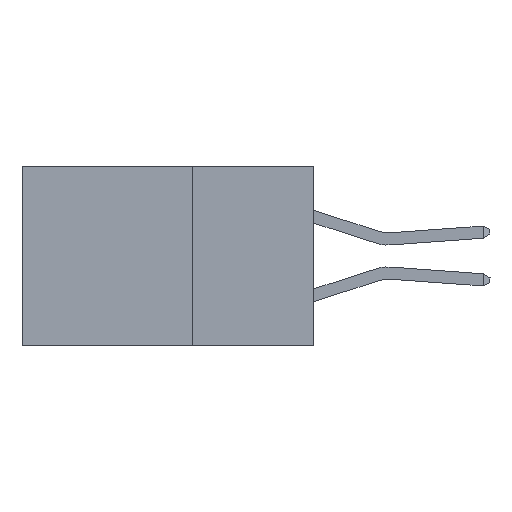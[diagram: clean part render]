
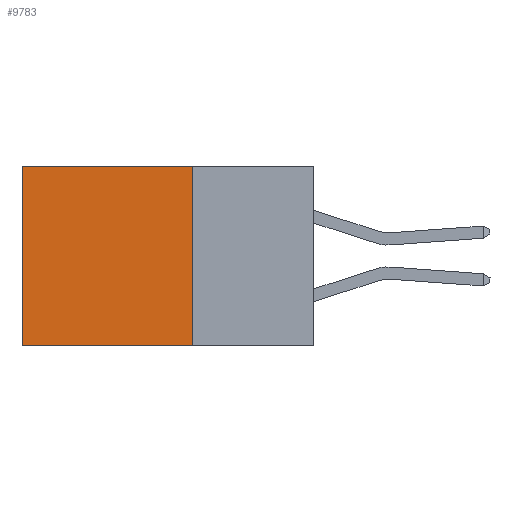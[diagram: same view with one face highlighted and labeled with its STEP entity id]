
A CAD part, left-side view. The second image highlights one B-rep face of the part: STEP entity #9783.
In plain terms, the highlighted planar face has unit normal (-1, 0, 0).
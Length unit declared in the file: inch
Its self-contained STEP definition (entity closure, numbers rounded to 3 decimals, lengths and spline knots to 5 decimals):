
#487 = ORIENTED_EDGE ( 'NONE', *, *, #12059, .T. ) ;
#822 = DIRECTION ( 'NONE',  ( 0., 0., -1. ) ) ;
#1108 = PLANE ( 'NONE',  #5578 ) ;
#1117 = VERTEX_POINT ( 'NONE', #21498 ) ;
#1279 = ORIENTED_EDGE ( 'NONE', *, *, #1976, .T. ) ;
#1572 = VERTEX_POINT ( 'NONE', #22979 ) ;
#1976 = EDGE_CURVE ( 'NONE', #1117, #19479, #21973, .T. ) ;
#2935 = ORIENTED_EDGE ( 'NONE', *, *, #16541, .F. ) ;
#3038 = DIRECTION ( 'NONE',  ( 0., 0., -1. ) ) ;
#4397 = EDGE_LOOP ( 'NONE', ( #1279, #4777, #2935, #487 ) ) ;
#4777 = ORIENTED_EDGE ( 'NONE', *, *, #12321, .F. ) ;
#4950 = CARTESIAN_POINT ( 'NONE',  ( 0.2875, 0.25, 0. ) ) ;
#5578 = AXIS2_PLACEMENT_3D ( 'NONE', #4950, #23444, #3038 ) ;
#6280 = DIRECTION ( 'NONE',  ( 0., 0., -1. ) ) ;
#6551 = VECTOR ( 'NONE', #822, 39.37008 ) ;
#6874 = VECTOR ( 'NONE', #14997, 39.37008 ) ;
#8031 = LINE ( 'NONE', #11516, #6874 ) ;
#9215 = VECTOR ( 'NONE', #23199, 39.37008 ) ;
#9593 = LINE ( 'NONE', #13965, #23214 ) ;
#9695 = FACE_OUTER_BOUND ( 'NONE', #4397, .T. ) ;
#9783 = ADVANCED_FACE ( 'NONE', ( #9695 ), #1108, .F. ) ;
#10327 = CARTESIAN_POINT ( 'NONE',  ( 0.2875, 0.25, -0.37 ) ) ;
#11516 = CARTESIAN_POINT ( 'NONE',  ( 0.2875, 0.25, 0. ) ) ;
#12059 = EDGE_CURVE ( 'NONE', #1572, #1117, #8031, .T. ) ;
#12111 = CARTESIAN_POINT ( 'NONE',  ( 0.2875, 0.6, -0.37 ) ) ;
#12321 = EDGE_CURVE ( 'NONE', #17241, #19479, #15566, .T. ) ;
#13720 = CARTESIAN_POINT ( 'NONE',  ( 0.2875, 0.6, 0. ) ) ;
#13965 = CARTESIAN_POINT ( 'NONE',  ( 0.2875, 0.25, 0. ) ) ;
#14997 = DIRECTION ( 'NONE',  ( 0., 1., 0. ) ) ;
#15566 = LINE ( 'NONE', #17948, #9215 ) ;
#16541 = EDGE_CURVE ( 'NONE', #1572, #17241, #9593, .T. ) ;
#17241 = VERTEX_POINT ( 'NONE', #10327 ) ;
#17948 = CARTESIAN_POINT ( 'NONE',  ( 0.2875, 0.25, -0.37 ) ) ;
#19479 = VERTEX_POINT ( 'NONE', #12111 ) ;
#21498 = CARTESIAN_POINT ( 'NONE',  ( 0.2875, 0.6, 0. ) ) ;
#21973 = LINE ( 'NONE', #13720, #6551 ) ;
#22979 = CARTESIAN_POINT ( 'NONE',  ( 0.2875, 0.25, 0. ) ) ;
#23199 = DIRECTION ( 'NONE',  ( 0., 1., 0. ) ) ;
#23214 = VECTOR ( 'NONE', #6280, 39.37008 ) ;
#23444 = DIRECTION ( 'NONE',  ( 1., 0., 0. ) ) ;
